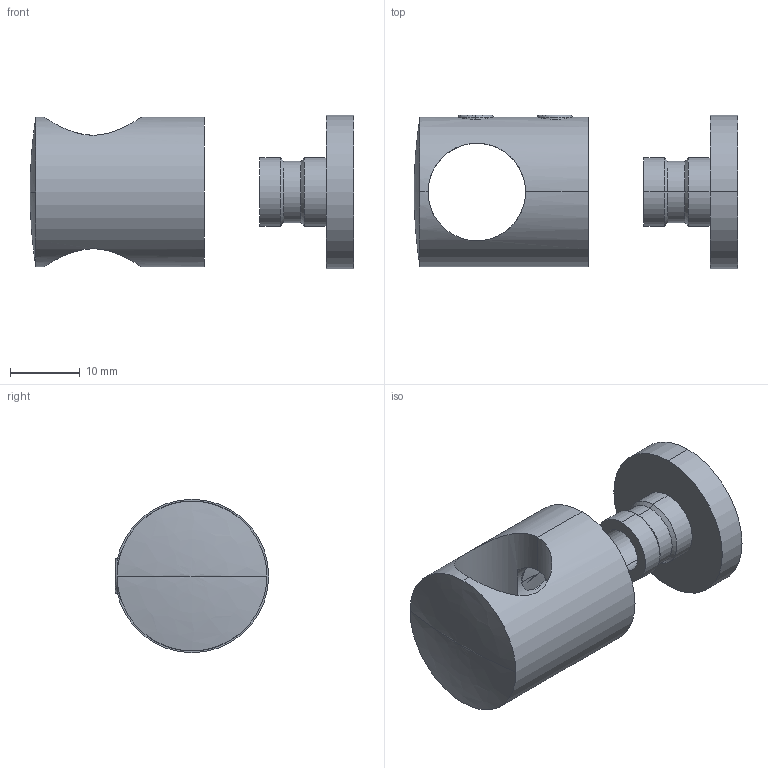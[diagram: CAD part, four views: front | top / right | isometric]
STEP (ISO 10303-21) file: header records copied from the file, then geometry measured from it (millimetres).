
FILE_DESCRIPTION (( 'STEP AP203' ), '1' );
FILE_NAME ('3D_GT3504_Flachx14_188733310.STEP', '2024-10-21T09:48:55', ( '' ), ( '' ), 'SwSTEP 2.0', 'SolidWorks 2023', '' );
FILE_SCHEMA (( 'CONFIG_CONTROL_DESIGN' ));
Length unit declared in the file: millimetre
Products named in the file (1): 3D_GT3504_Flachx14_188733310
Bounding box: 46.47 x 22 x 22 mm (x, y, z)
Volume: 6800.7 mm3; surface area: 4666.5 mm2
Topology: 2 solids, 2 shells, 69 faces, 167 edges, 102 vertices
Faces by surface type: cylinder 25, plane 23, cone 11, bspline 6, torus 4
Entity records: 5588 total; most frequent: CARTESIAN_POINT 3960, ORIENTED_EDGE 326, DIRECTION 307, EDGE_CURVE 163, AXIS2_PLACEMENT_3D 117, VERTEX_POINT 102, EDGE_LOOP 79, VECTOR 73
